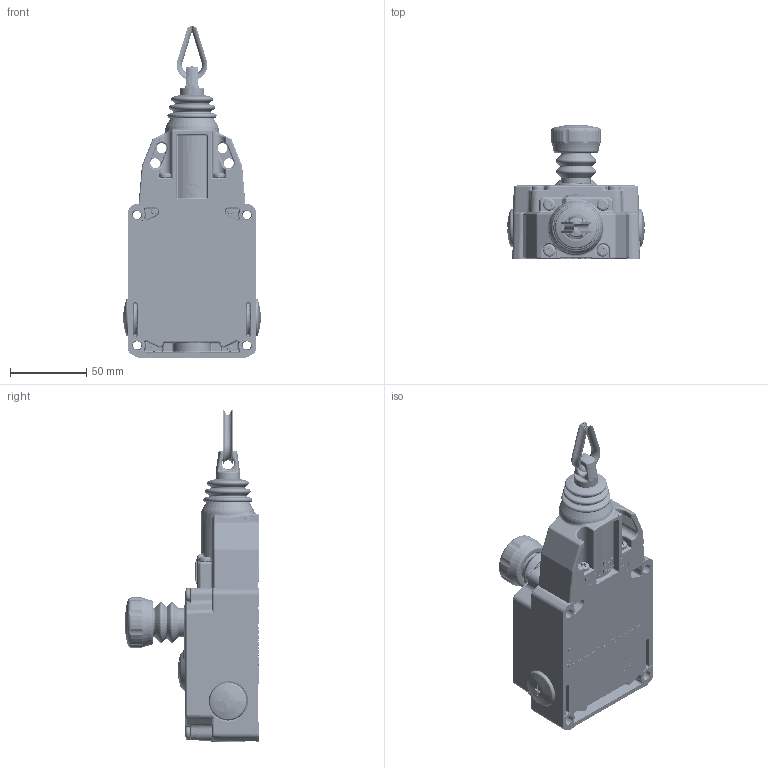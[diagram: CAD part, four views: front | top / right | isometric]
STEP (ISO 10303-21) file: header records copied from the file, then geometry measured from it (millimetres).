
FILE_DESCRIPTION((''),'2;1');
FILE_NAME('192583_ASM','2016-01-20T',('pdmadmin'),(''),'PRO/ENGINEER BY PARAMETRIC TECHNOLOGY CORPORATION, 2013230','PRO/ENGINEER BY PARAMETRIC TECHNOLOGY CORPORATION, 2013230','');
FILE_SCHEMA(('CONFIG_CONTROL_DESIGN'));
Products named in the file (7): RP-RM83F-75LRE_PART_1; 62066---RPA-T2-4; RP-RM83F-75LRE_PART_2; RP-RM83F-75LRE_PART_3; RP-RM83F-75LRE_ASM; 10412---RP-RM83F-75LRE_ASM; 192583_ASM
Assembly tree (6 placements, depth 4):
  192583_ASM
    10412---RP-RM83F-75LRE_ASM
      RP-RM83F-75LRE_ASM
        RP-RM83F-75LRE_PART_1
        62066---RPA-T2-4
        RP-RM83F-75LRE_PART_2
        RP-RM83F-75LRE_PART_3
Bounding box: 90.13 x 88 x 217.5 mm (x, y, z)
Volume: 212954.5 mm3; surface area: 135358.4 mm2
Topology: 4 solids, 5 shells, 5117 faces, 13577 edges, 8282 vertices
Faces by surface type: plane 1734, cylinder 1444, torus 708, bspline 586, cone 399, sphere 242, revolution 4
Entity records: 185163 total; most frequent: CARTESIAN_POINT 62294, ORIENTED_EDGE 26618, DIRECTION 25300, EDGE_CURVE 13309, AXIS2_PLACEMENT_3D 9818, VERTEX_POINT 8282, VECTOR 5660, LINE 5660
